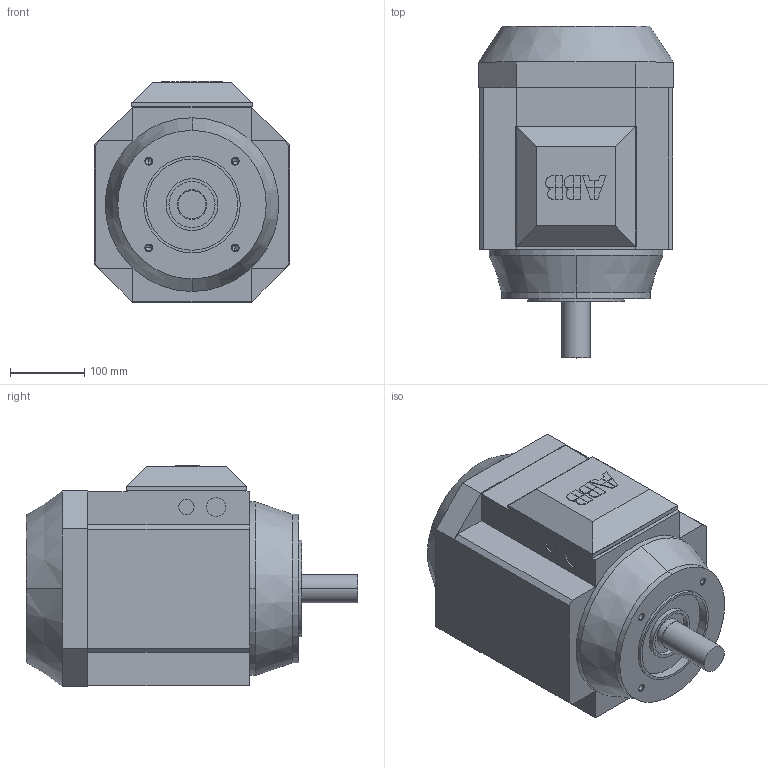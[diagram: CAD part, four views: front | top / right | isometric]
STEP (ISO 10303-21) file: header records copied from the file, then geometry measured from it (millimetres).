
FILE_DESCRIPTION(/* description */ (''),/* implementation_level */ '2;1');
FILE_NAME(/* name */ 'M3AA IE2 132S B14.stp',/* time_stamp */ '2015-06-29T15:04:36+02:00',/* author */ (''),/* organization */ (''),/* preprocessor_version */ 'ST-DEVELOPER v14',/* originating_system */ 'SIEMENS PLM Software NX 8.0',/* authorisation */ '');
FILE_SCHEMA (('AUTOMOTIVE_DESIGN { 1 0 10303 214 3 1 1 1 }'));
Length unit declared in the file: millimetre
Products named in the file (1): M3AA IE2 132S B14_igs
Bounding box: 263 x 447 x 297 mm (x, y, z)
Volume: 20252627 mm3; surface area: 473388.1 mm2
Topology: 1 solids, 1 shells, 178 faces, 426 edges, 272 vertices
Faces by surface type: plane 116, cylinder 32, cone 20, bspline 10
Entity records: 5116 total; most frequent: CARTESIAN_POINT 989, ORIENTED_EDGE 836, DIRECTION 816, EDGE_CURVE 418, LINE 318, VECTOR 318, VERTEX_POINT 272, AXIS2_PLACEMENT_3D 249
